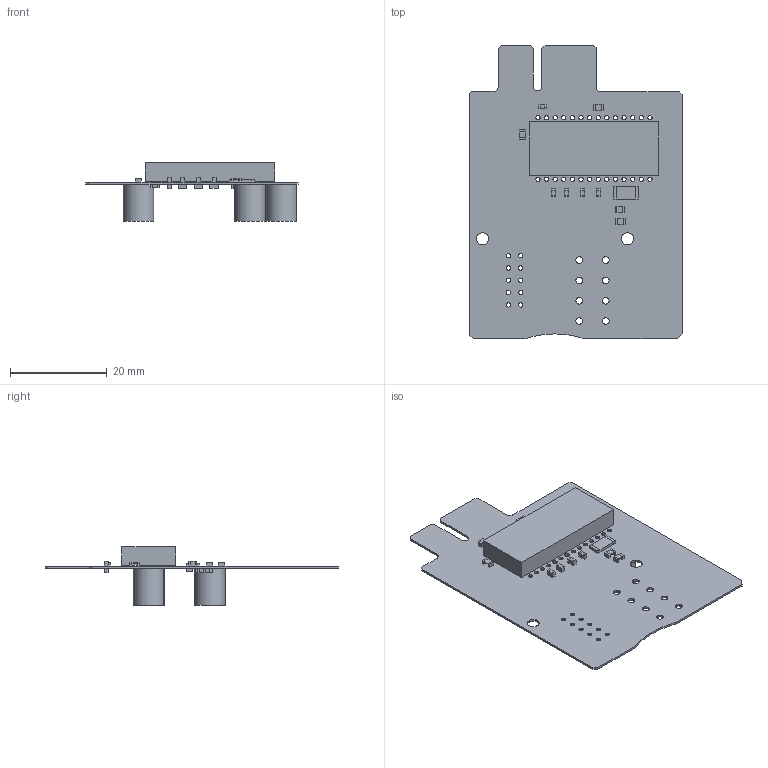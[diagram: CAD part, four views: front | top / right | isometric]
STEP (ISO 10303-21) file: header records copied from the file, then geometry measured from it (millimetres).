
FILE_DESCRIPTION(('Open CASCADE Model'),'2;1');
FILE_NAME('Open CASCADE Shape Model','2016-10-18T19:14:29',('Author'),( 'Open CASCADE'),'Open CASCADE STEP processor 6.5','Open CASCADE 6.5' ,'Unknown');
FILE_SCHEMA(('AUTOMOTIVE_DESIGN { 1 0 10303 214 1 1 1 1 }'));
Length unit declared in the file: millimetre
Products named in the file (56): PCB; Board; U1; 800253792; Extruded; TP4; 554092560; 800256608; TP3; TP2; TP1; 554092816; 800256864; R6; 554093200; 554093072; R5; R4; R3; R2; C9; 554096016; 554095632; C8; C7; C6; 554092688; C5; 554094480; 554094608; C4; C1; 830311960; Cylinder; C2; 554097040; 830312920; C3; R1; 800256352 ...
Assembly tree (96 placements, depth 4):
  PCB
    Board
    U1
      800253792
        Extruded
    TP4
      554092560  x2
        Extruded
      800256608
        Extruded
    TP3
      554092560  x2
        Extruded
      800256608
        Extruded
    TP2
      554092560  x2
        Extruded
      800256608
        Extruded
    TP1
      554092816  x2
        Extruded
      800256864
        Extruded
    R6
      554093200
        Extruded
      554093072  x2
        Extruded
    R5
      554093200
        Extruded
      554093072  x2
        Extruded
    R4
      554093200
        Extruded
      554093072  x2
        Extruded
    R3
      554093200
        Extruded
      554093072  x2
        Extruded
    R2
      554093200
        Extruded
      554093072  x2
        Extruded
    C9
      554096016  x2
        Extruded
      554095632
        Extruded
    C8
      554096016  x2
        Extruded
      554095632
        Extruded
Bounding box: 43.93 x 60.75 x 12.1 mm (x, y, z)
Volume: 2889.3 mm3; surface area: 6720.7 mm2
Topology: 59 solids, 59 shells, 459 faces, 1023 edges, 682 vertices
Faces by surface type: plane 408, cylinder 51
Full cylindrical faces by diameter (mm): 0.9 x38, 1.4 x8, 2.5 x2, 6.3 x3
Entity records: 15391 total; most frequent: CARTESIAN_POINT 2897, DIRECTION 2242, LINE 1416, VECTOR 1416, ORIENTED_EDGE 1080, PCURVE 1080, DEFINITIONAL_REPRESENTATION 1080, EDGE_CURVE 540
